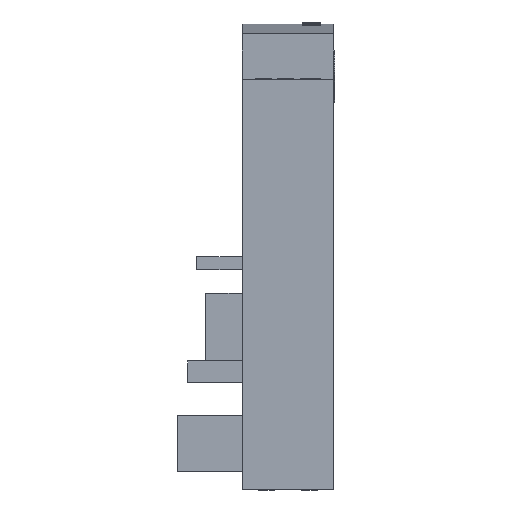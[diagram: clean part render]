
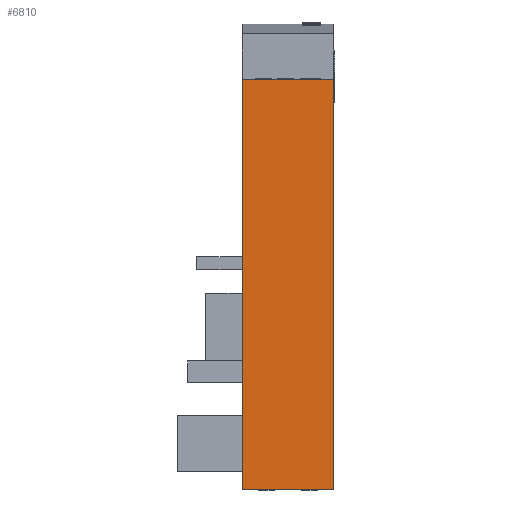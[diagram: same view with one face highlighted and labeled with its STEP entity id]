
A CAD part, front view. The second image highlights one B-rep face of the part: STEP entity #6810.
In plain terms, the highlighted planar face has unit normal (0, -1, 0).
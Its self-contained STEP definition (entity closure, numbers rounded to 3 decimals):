
#5853=FACE_OUTER_BOUND('',#8946,.T.);
#6810=ADVANCED_FACE('',(#5853),#7776,.T.);
#7776=PLANE('',#25322);
#8946=EDGE_LOOP('',(#11454,#11455,#11456,#11457));
#11454=ORIENTED_EDGE('',*,*,#16889,.F.);
#11455=ORIENTED_EDGE('',*,*,#17945,.F.);
#11456=ORIENTED_EDGE('',*,*,#17102,.T.);
#11457=ORIENTED_EDGE('',*,*,#17946,.T.);
#15135=VERTEX_POINT('',#31002);
#15136=VERTEX_POINT('',#31004);
#15304=VERTEX_POINT('',#31432);
#15305=VERTEX_POINT('',#31434);
#16889=EDGE_CURVE('',#15135,#15136,#19497,.T.);
#17102=EDGE_CURVE('',#15305,#15304,#19682,.T.);
#17945=EDGE_CURVE('',#15305,#15135,#20452,.T.);
#17946=EDGE_CURVE('',#15304,#15136,#20453,.T.);
#19497=LINE('',#31003,#21809);
#19682=LINE('',#31433,#21996);
#20452=LINE('',#33600,#22776);
#20453=LINE('',#33601,#22777);
#21809=VECTOR('',#26186,1.);
#21996=VECTOR('',#26479,1.);
#22776=VECTOR('',#27703,1.);
#22777=VECTOR('',#27704,1.);
#25322=AXIS2_PLACEMENT_3D('',#33602,#27705,#27706);
#26186=DIRECTION('',(0.,0.,1.));
#26479=DIRECTION('',(0.,0.,1.));
#27703=DIRECTION('',(-1.,0.,0.));
#27704=DIRECTION('',(-1.,0.,0.));
#27705=DIRECTION('',(0.,-1.,0.));
#27706=DIRECTION('',(0.,0.,-1.));
#31002=CARTESIAN_POINT('',(-3.5,-76.6,-7.));
#31003=CARTESIAN_POINT('',(-3.5,-76.6,-7.));
#31004=CARTESIAN_POINT('',(-3.5,-76.6,24.5));
#31432=CARTESIAN_POINT('',(3.5,-76.6,24.5));
#31433=CARTESIAN_POINT('',(3.5,-76.6,-7.));
#31434=CARTESIAN_POINT('',(3.5,-76.6,-7.));
#33600=CARTESIAN_POINT('',(3.5,-76.6,-7.));
#33601=CARTESIAN_POINT('',(3.5,-76.6,24.5));
#33602=CARTESIAN_POINT('',(3.5,-76.6,-7.));
